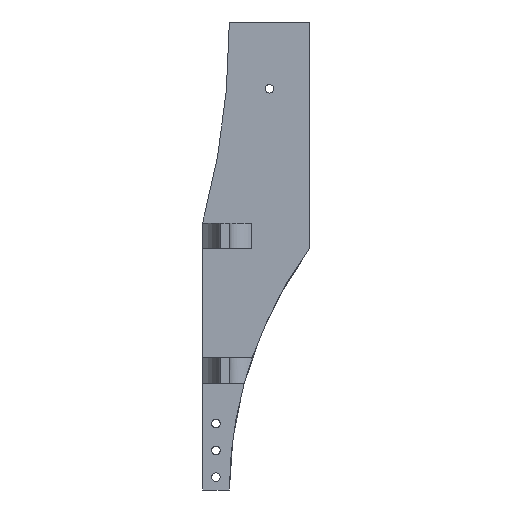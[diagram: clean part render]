
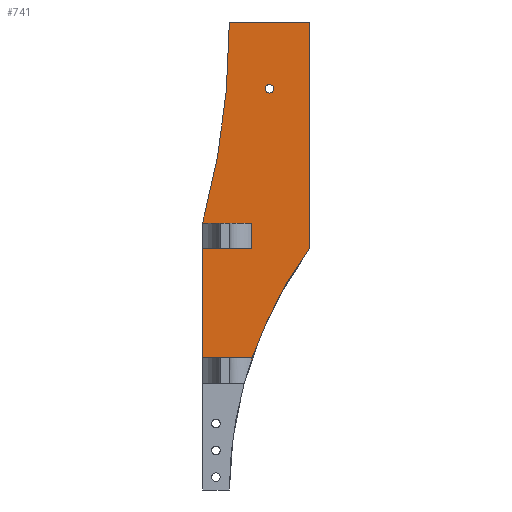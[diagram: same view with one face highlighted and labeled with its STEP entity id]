
A CAD part, left-side view. The second image highlights one B-rep face of the part: STEP entity #741.
In plain terms, the highlighted planar face has unit normal (-1, 0, 0).
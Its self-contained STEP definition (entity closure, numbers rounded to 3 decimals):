
#38=FACE_BOUND('',#137,.T.);
#52=PLANE('',#837);
#88=FACE_OUTER_BOUND('',#136,.T.);
#136=EDGE_LOOP('',(#615,#616,#617,#618,#619,#620,#621,#622,#623,#624,#625));
#137=EDGE_LOOP('',(#626));
#190=LINE('',#1214,#253);
#193=LINE('',#1219,#256);
#195=LINE('',#1223,#258);
#197=LINE('',#1236,#260);
#198=LINE('',#1242,#261);
#199=LINE('',#1244,#262);
#200=LINE('',#1246,#263);
#201=LINE('',#1248,#264);
#202=LINE('',#1249,#265);
#253=VECTOR('',#993,10.);
#256=VECTOR('',#998,10.);
#258=VECTOR('',#1002,10.);
#260=VECTOR('',#1010,10.);
#261=VECTOR('',#1019,10.);
#262=VECTOR('',#1020,10.);
#263=VECTOR('',#1021,10.);
#264=VECTOR('',#1022,10.);
#265=VECTOR('',#1023,10.);
#294=CIRCLE('',#791,1.6);
#316=CIRCLE('',#833,285.);
#319=CIRCLE('',#838,154.25);
#340=VERTEX_POINT('',#1119);
#370=VERTEX_POINT('',#1211);
#371=VERTEX_POINT('',#1213);
#372=VERTEX_POINT('',#1217);
#373=VERTEX_POINT('',#1221);
#374=VERTEX_POINT('',#1225);
#375=VERTEX_POINT('',#1229);
#377=VERTEX_POINT('',#1235);
#378=VERTEX_POINT('',#1241);
#379=VERTEX_POINT('',#1243);
#380=VERTEX_POINT('',#1245);
#381=VERTEX_POINT('',#1247);
#409=EDGE_CURVE('',#340,#340,#294,.T.);
#454=EDGE_CURVE('',#370,#371,#190,.T.);
#457=EDGE_CURVE('',#372,#370,#193,.T.);
#459=EDGE_CURVE('',#372,#373,#195,.T.);
#461=EDGE_CURVE('',#374,#373,#316,.T.);
#463=EDGE_CURVE('',#375,#377,#197,.T.);
#466=EDGE_CURVE('',#375,#371,#319,.F.);
#467=EDGE_CURVE('',#374,#378,#198,.T.);
#468=EDGE_CURVE('',#379,#378,#199,.T.);
#469=EDGE_CURVE('',#379,#380,#200,.T.);
#470=EDGE_CURVE('',#381,#380,#201,.T.);
#471=EDGE_CURVE('',#381,#377,#202,.T.);
#615=ORIENTED_EDGE('',*,*,#463,.F.);
#616=ORIENTED_EDGE('',*,*,#466,.T.);
#617=ORIENTED_EDGE('',*,*,#454,.F.);
#618=ORIENTED_EDGE('',*,*,#457,.F.);
#619=ORIENTED_EDGE('',*,*,#459,.T.);
#620=ORIENTED_EDGE('',*,*,#461,.F.);
#621=ORIENTED_EDGE('',*,*,#467,.T.);
#622=ORIENTED_EDGE('',*,*,#468,.F.);
#623=ORIENTED_EDGE('',*,*,#469,.T.);
#624=ORIENTED_EDGE('',*,*,#470,.F.);
#625=ORIENTED_EDGE('',*,*,#471,.T.);
#626=ORIENTED_EDGE('',*,*,#409,.T.);
#741=ADVANCED_FACE('',(#88,#38),#52,.T.);
#791=AXIS2_PLACEMENT_3D('',#1121,#892,#893);
#833=AXIS2_PLACEMENT_3D('',#1227,#1006,#1007);
#837=AXIS2_PLACEMENT_3D('',#1239,#1015,#1016);
#838=AXIS2_PLACEMENT_3D('',#1240,#1017,#1018);
#892=DIRECTION('center_axis',(1.,0.,0.));
#893=DIRECTION('ref_axis',(0.,0.,-1.));
#993=DIRECTION('',(0.,0.,-1.));
#998=DIRECTION('',(0.,-1.,0.));
#1002=DIRECTION('',(0.,0.,-1.));
#1006=DIRECTION('center_axis',(-1.,0.,0.));
#1007=DIRECTION('ref_axis',(0.,-0.965,-0.263));
#1010=DIRECTION('',(0.,0.,1.));
#1015=DIRECTION('center_axis',(-1.,0.,0.));
#1016=DIRECTION('ref_axis',(0.,-1.,0.));
#1017=DIRECTION('center_axis',(-1.,0.,0.));
#1018=DIRECTION('ref_axis',(0.,0.805,0.593));
#1019=DIRECTION('',(0.,-1.,0.));
#1020=DIRECTION('',(0.,0.,1.));
#1021=DIRECTION('',(0.,1.,0.));
#1022=DIRECTION('',(0.,0.,1.));
#1023=DIRECTION('',(0.,-1.,0.));
#1119=CARTESIAN_POINT('',(-4.,-15.,151.929));
#1121=CARTESIAN_POINT('Origin',(-4.,-15.,150.329));
#1211=CARTESIAN_POINT('',(-4.,-30.,175.329));
#1213=CARTESIAN_POINT('',(-4.,-30.,90.329));
#1214=CARTESIAN_POINT('',(-4.,-30.,160.329));
#1217=CARTESIAN_POINT('',(-4.,0.,175.329));
#1219=CARTESIAN_POINT('',(-4.,0.,175.329));
#1221=CARTESIAN_POINT('',(-4.,0.,174.833));
#1223=CARTESIAN_POINT('',(-4.,0.,160.329));
#1225=CARTESIAN_POINT('',(-4.,10.,100.));
#1227=CARTESIAN_POINT('Origin',(-4.,285.,174.833));
#1229=CARTESIAN_POINT('',(-4.,-8.25,48.7));
#1235=CARTESIAN_POINT('',(-4.,-8.25,49.5));
#1236=CARTESIAN_POINT('',(-4.,-8.25,0.));
#1239=CARTESIAN_POINT('Origin',(-4.,10.,0.));
#1240=CARTESIAN_POINT('Origin',(-4.,-154.246,-1.081));
#1241=CARTESIAN_POINT('',(-4.,-8.25,100.));
#1242=CARTESIAN_POINT('',(-4.,7.5,100.));
#1243=CARTESIAN_POINT('',(-4.,-8.25,90.5));
#1244=CARTESIAN_POINT('',(-4.,-8.25,0.));
#1245=CARTESIAN_POINT('',(-4.,10.,90.5));
#1246=CARTESIAN_POINT('',(-4.,6.6,90.5));
#1247=CARTESIAN_POINT('',(-4.,10.,49.5));
#1248=CARTESIAN_POINT('',(-4.,10.,0.));
#1249=CARTESIAN_POINT('',(-4.,5.,49.5));
